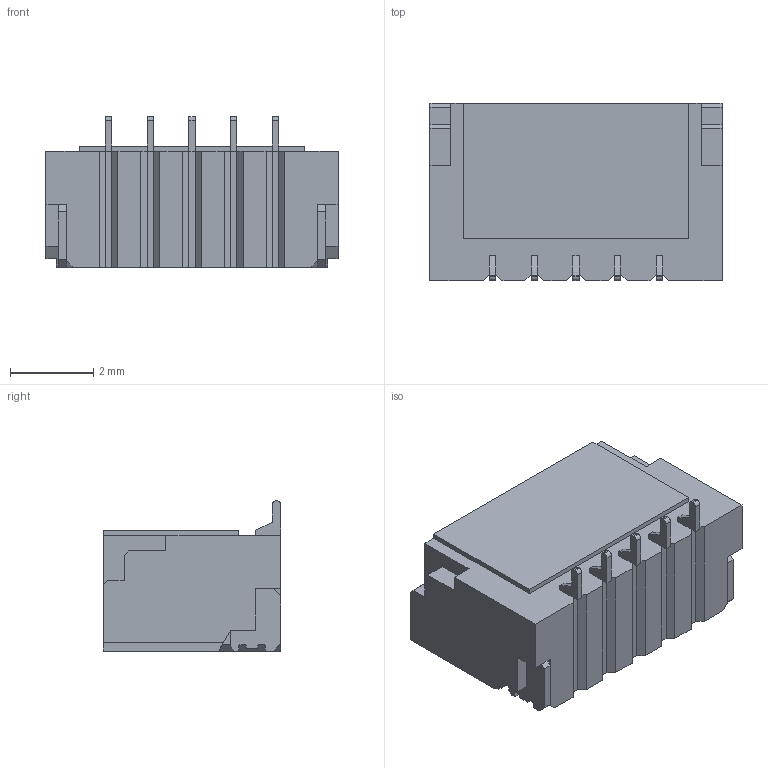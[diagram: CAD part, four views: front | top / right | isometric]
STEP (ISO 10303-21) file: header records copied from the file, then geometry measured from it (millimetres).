
FILE_DESCRIPTION (( 'STEP AP214' ), '1' );
FILE_NAME ('BM05B-SRSS-TB.STEP', '2023-11-15T19:32:08', ( '' ), ( '' ), 'SwSTEP 2.0', 'SolidWorks 2021', '' );
FILE_SCHEMA (( 'AUTOMOTIVE_DESIGN' ));
Length unit declared in the file: millimetre
Products named in the file (2): BM05B-SRSS-TB; BMxxB-SRSS-TB(LF)(SN)_05
Assembly tree (1 placements, depth 2):
  BM05B-SRSS-TB
    BMxxB-SRSS-TB(LF)(SN)_05
Bounding box: 7 x 4.25 x 3.6 mm (x, y, z)
Volume: 41.4 mm3; surface area: 234.9 mm2
Topology: 18 solids, 19 shells, 358 faces, 890 edges, 582 vertices
Faces by surface type: plane 336, cylinder 22
Entity records: 10623 total; most frequent: CARTESIAN_POINT 1834, ORIENTED_EDGE 1780, DIRECTION 1658, EDGE_CURVE 890, LINE 846, VECTOR 846, VERTEX_POINT 582, AXIS2_PLACEMENT_3D 406
